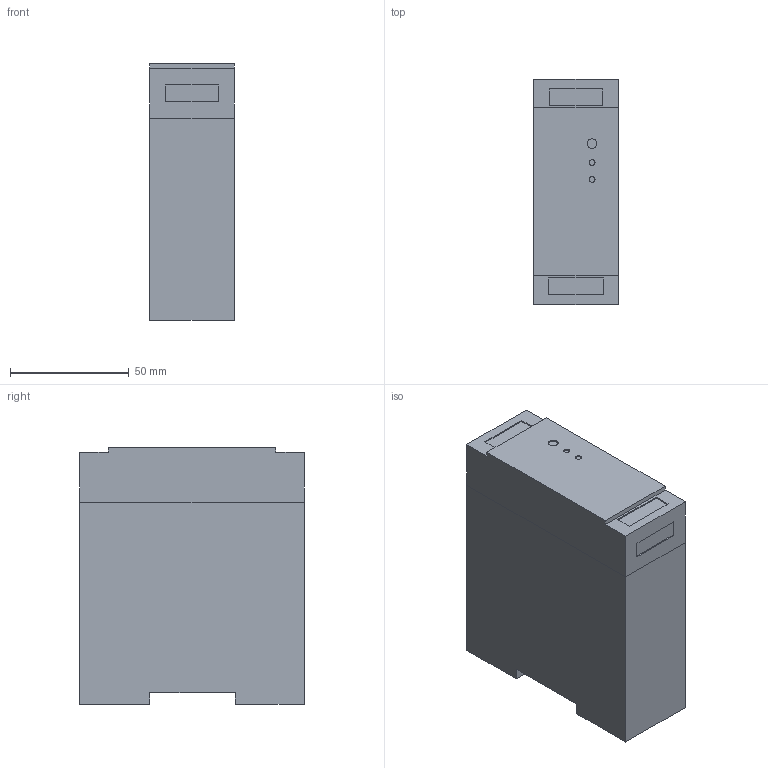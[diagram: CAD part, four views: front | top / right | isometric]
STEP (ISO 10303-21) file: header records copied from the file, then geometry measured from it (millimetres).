
FILE_DESCRIPTION (( 'STEP AP214' ), '1' );
FILE_NAME ('PS30W12DCDR_3D.step', '2023-10-27T19:44:22', ( '' ), ( '' ), 'SwSTEP 2.0', 'SolidWorks 2022', '' );
FILE_SCHEMA (( 'AUTOMOTIVE_DESIGN' ));
Length unit declared in the file: inch
Products named in the file (1): PS30W12DCDR_3D
Bounding box: 35.5 x 94.5 x 108 mm (x, y, z)
Volume: 353896.3 mm3; surface area: 34819.6 mm2
Topology: 1 solids, 1 shells, 47 faces, 110 edges, 72 vertices
Faces by surface type: plane 41, cylinder 6
Entity records: 1416 total; most frequent: CARTESIAN_POINT 230, ORIENTED_EDGE 220, DIRECTION 218, EDGE_CURVE 110, LINE 98, VECTOR 98, VERTEX_POINT 72, AXIS2_PLACEMENT_3D 60
